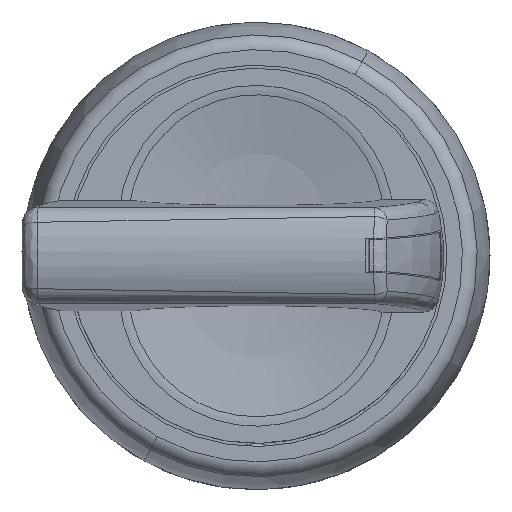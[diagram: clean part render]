
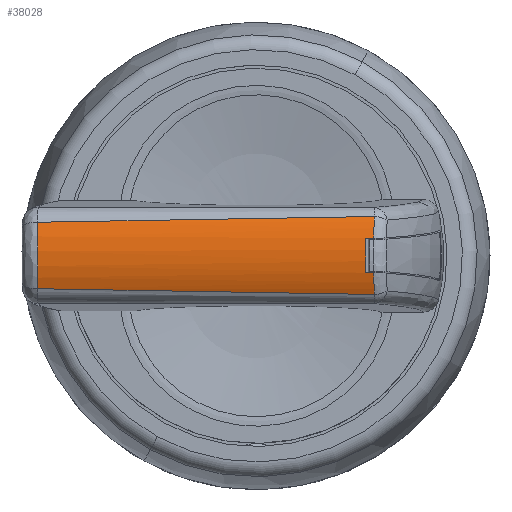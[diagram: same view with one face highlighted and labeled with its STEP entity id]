
A CAD part, top view. The second image highlights one B-rep face of the part: STEP entity #38028.
In plain terms, the highlighted cylindrical face has radius 6 mm (diameter 12 mm), a partial arc.
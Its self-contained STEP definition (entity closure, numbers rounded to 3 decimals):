
#35773=AXIS2_PLACEMENT_3D('Circle Axis2P3D',#35771,#35772,$) ;
#38010=AXIS2_PLACEMENT_3D('Cylinder Axis2P3D',#38007,#38008,#38009) ;
#35768=CARTESIAN_POINT('Vertex',(-1.102,7.,11.898)) ;
#35771=CARTESIAN_POINT('Axis2P3D Location',(0.,7.,6.)) ;
#35775=CARTESIAN_POINT('Vertex',(1.102,7.,11.898)) ;
#36850=CARTESIAN_POINT('Vertex',(2.126,-13.973,11.611)) ;
#36921=CARTESIAN_POINT('Control Point',(-2.126,-13.973,11.611)) ;
#36922=CARTESIAN_POINT('Control Point',(-2.011,-13.975,11.654)) ;
#36923=CARTESIAN_POINT('Control Point',(-1.895,-13.976,11.695)) ;
#36924=CARTESIAN_POINT('Control Point',(-1.777,-13.977,11.733)) ;
#36925=CARTESIAN_POINT('Control Point',(-1.191,-13.982,11.905)) ;
#36926=CARTESIAN_POINT('Control Point',(-0.584,-13.985,12.002)) ;
#36927=CARTESIAN_POINT('Control Point',(-0.094,-13.985,12.029)) ;
#36928=CARTESIAN_POINT('Control Point',(0.656,-13.985,11.995)) ;
#36929=CARTESIAN_POINT('Control Point',(1.388,-13.981,11.846)) ;
#36930=CARTESIAN_POINT('Control Point',(1.639,-13.979,11.781)) ;
#36931=CARTESIAN_POINT('Control Point',(1.885,-13.976,11.702)) ;
#36932=CARTESIAN_POINT('Control Point',(2.126,-13.973,11.611)) ;
#36933=CARTESIAN_POINT('Vertex',(-2.126,-13.973,11.611)) ;
#37330=CARTESIAN_POINT('Vertex',(1.102,7.505,11.898)) ;
#37369=CARTESIAN_POINT('Line Origine',(1.102,9.984,11.898)) ;
#37500=CARTESIAN_POINT('Vertex',(2.493,7.565,11.458)) ;
#37504=CARTESIAN_POINT('Control Point',(2.126,-13.973,11.611)) ;
#37505=CARTESIAN_POINT('Control Point',(2.127,-13.346,11.61)) ;
#37506=CARTESIAN_POINT('Control Point',(2.128,-12.718,11.61)) ;
#37507=CARTESIAN_POINT('Control Point',(2.131,-12.091,11.609)) ;
#37508=CARTESIAN_POINT('Control Point',(2.148,-9.983,11.602)) ;
#37509=CARTESIAN_POINT('Control Point',(2.189,-7.875,11.587)) ;
#37510=CARTESIAN_POINT('Control Point',(2.23,-6.396,11.571)) ;
#37511=CARTESIAN_POINT('Control Point',(2.314,-3.622,11.536)) ;
#37512=CARTESIAN_POINT('Control Point',(2.395,-0.848,11.502)) ;
#37513=CARTESIAN_POINT('Control Point',(2.427,0.446,11.487)) ;
#37514=CARTESIAN_POINT('Control Point',(2.468,2.646,11.469)) ;
#37515=CARTESIAN_POINT('Control Point',(2.487,4.846,11.46)) ;
#37516=CARTESIAN_POINT('Control Point',(2.491,5.752,11.458)) ;
#37517=CARTESIAN_POINT('Control Point',(2.492,6.658,11.458)) ;
#37518=CARTESIAN_POINT('Control Point',(2.493,7.565,11.458)) ;
#37588=CARTESIAN_POINT('Control Point',(1.102,7.505,11.898)) ;
#37589=CARTESIAN_POINT('Control Point',(1.153,7.506,11.888)) ;
#37590=CARTESIAN_POINT('Control Point',(1.204,7.508,11.878)) ;
#37591=CARTESIAN_POINT('Control Point',(1.254,7.509,11.868)) ;
#37592=CARTESIAN_POINT('Control Point',(1.538,7.517,11.805)) ;
#37593=CARTESIAN_POINT('Control Point',(1.818,7.528,11.725)) ;
#37594=CARTESIAN_POINT('Control Point',(2.046,7.538,11.648)) ;
#37595=CARTESIAN_POINT('Control Point',(2.271,7.55,11.559)) ;
#37596=CARTESIAN_POINT('Control Point',(2.493,7.565,11.458)) ;
#37685=CARTESIAN_POINT('Line Origine',(-1.102,9.984,11.898)) ;
#37689=CARTESIAN_POINT('Vertex',(-1.102,7.505,11.898)) ;
#37863=CARTESIAN_POINT('Vertex',(-2.493,7.565,11.458)) ;
#37867=CARTESIAN_POINT('Control Point',(-2.126,-13.973,11.611)) ;
#37868=CARTESIAN_POINT('Control Point',(-2.127,-13.346,11.61)) ;
#37869=CARTESIAN_POINT('Control Point',(-2.128,-12.718,11.61)) ;
#37870=CARTESIAN_POINT('Control Point',(-2.131,-12.091,11.609)) ;
#37871=CARTESIAN_POINT('Control Point',(-2.148,-9.983,11.602)) ;
#37872=CARTESIAN_POINT('Control Point',(-2.189,-7.875,11.587)) ;
#37873=CARTESIAN_POINT('Control Point',(-2.23,-6.396,11.571)) ;
#37874=CARTESIAN_POINT('Control Point',(-2.314,-3.622,11.536)) ;
#37875=CARTESIAN_POINT('Control Point',(-2.395,-0.848,11.502)) ;
#37876=CARTESIAN_POINT('Control Point',(-2.427,0.446,11.487)) ;
#37877=CARTESIAN_POINT('Control Point',(-2.468,2.646,11.469)) ;
#37878=CARTESIAN_POINT('Control Point',(-2.487,4.846,11.46)) ;
#37879=CARTESIAN_POINT('Control Point',(-2.491,5.752,11.458)) ;
#37880=CARTESIAN_POINT('Control Point',(-2.492,6.658,11.458)) ;
#37881=CARTESIAN_POINT('Control Point',(-2.493,7.565,11.458)) ;
#38007=CARTESIAN_POINT('Axis2P3D Location',(0.,0.,6.)) ;
#38013=CARTESIAN_POINT('Control Point',(-1.102,7.505,11.898)) ;
#38014=CARTESIAN_POINT('Control Point',(-1.577,7.517,11.809)) ;
#38015=CARTESIAN_POINT('Control Point',(-2.044,7.536,11.663)) ;
#38016=CARTESIAN_POINT('Control Point',(-2.493,7.565,11.458)) ;
#35772=DIRECTION('Axis2P3D Direction',(0.,1.,0.)) ;
#37370=DIRECTION('Vector Direction',(0.,-1.,0.)) ;
#37686=DIRECTION('Vector Direction',(0.,-1.,0.)) ;
#38008=DIRECTION('Axis2P3D Direction',(0.,-1.,0.)) ;
#38009=DIRECTION('Axis2P3D XDirection',(0.508,0.,0.862)) ;
#37371=VECTOR('Line Direction',#37370,1.) ;
#37687=VECTOR('Line Direction',#37686,1.) ;
#38019=ORIENTED_EDGE('',*,*,#37882,.T.) ;
#38020=ORIENTED_EDGE('',*,*,#36935,.F.) ;
#38021=ORIENTED_EDGE('',*,*,#37519,.F.) ;
#38022=ORIENTED_EDGE('',*,*,#37597,.T.) ;
#38023=ORIENTED_EDGE('',*,*,#37373,.F.) ;
#38024=ORIENTED_EDGE('',*,*,#35777,.F.) ;
#38025=ORIENTED_EDGE('',*,*,#37691,.T.) ;
#38026=ORIENTED_EDGE('',*,*,#38017,.F.) ;
#38028=ADVANCED_FACE('',(#38027),#38011,.T.) ;
#36920=B_SPLINE_CURVE_WITH_KNOTS('',5,(#36921,#36922,#36923,#36924,#36925,#36926,#36927,#36928,#36929,#36930,#36931,#36932),.UNSPECIFIED.,.F.,.U.,(6,3,3,6),(22.078,22.882,26.057,27.74),.UNSPECIFIED.) ;
#37503=B_SPLINE_CURVE_WITH_KNOTS('',5,(#37504,#37505,#37506,#37507,#37508,#37509,#37510,#37511,#37512,#37513,#37514,#37515,#37516,#37517,#37518),.UNSPECIFIED.,.F.,.U.,(6,3,3,3,6),(8.538,13.971,26.794,38.002,45.849),.UNSPECIFIED.) ;
#37587=B_SPLINE_CURVE_WITH_KNOTS('',5,(#37588,#37589,#37590,#37591,#37592,#37593,#37594,#37595,#37596),.UNSPECIFIED.,.F.,.U.,(6,3,6),(10.25,10.597,12.198),.UNSPECIFIED.) ;
#37866=B_SPLINE_CURVE_WITH_KNOTS('',5,(#37867,#37868,#37869,#37870,#37871,#37872,#37873,#37874,#37875,#37876,#37877,#37878,#37879,#37880,#37881),.UNSPECIFIED.,.F.,.U.,(6,3,3,3,6),(8.538,13.971,26.794,38.001,45.849),.UNSPECIFIED.) ;
#38012=B_SPLINE_CURVE_WITH_KNOTS('',3,(#38013,#38014,#38015,#38016),.UNSPECIFIED.,.F.,.U.,(4,4),(8.13,10.077),.UNSPECIFIED.) ;
#35774=CIRCLE('generated circle',#35773,6.) ;
#38011=CYLINDRICAL_SURFACE('generated cylinder',#38010,6.) ;
#35777=EDGE_CURVE('',#35769,#35776,#35774,.T.) ;
#36935=EDGE_CURVE('',#36851,#36934,#36920,.F.) ;
#37373=EDGE_CURVE('',#35776,#37331,#37372,.F.) ;
#37519=EDGE_CURVE('',#37501,#36851,#37503,.F.) ;
#37597=EDGE_CURVE('',#37501,#37331,#37587,.F.) ;
#37691=EDGE_CURVE('',#35769,#37690,#37688,.F.) ;
#37882=EDGE_CURVE('',#37864,#36934,#37866,.F.) ;
#38017=EDGE_CURVE('',#37864,#37690,#38012,.F.) ;
#38018=EDGE_LOOP('',(#38019,#38020,#38021,#38022,#38023,#38024,#38025,#38026)) ;
#38027=FACE_OUTER_BOUND('',#38018,.T.) ;
#37372=LINE('Line',#37369,#37371) ;
#37688=LINE('Line',#37685,#37687) ;
#35769=VERTEX_POINT('',#35768) ;
#35776=VERTEX_POINT('',#35775) ;
#36851=VERTEX_POINT('',#36850) ;
#36934=VERTEX_POINT('',#36933) ;
#37331=VERTEX_POINT('',#37330) ;
#37501=VERTEX_POINT('',#37500) ;
#37690=VERTEX_POINT('',#37689) ;
#37864=VERTEX_POINT('',#37863) ;
